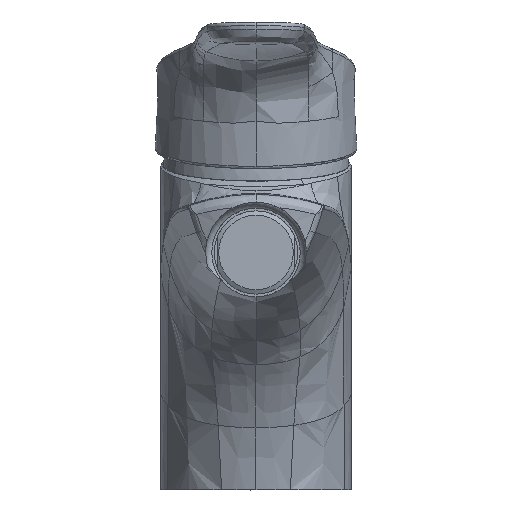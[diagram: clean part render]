
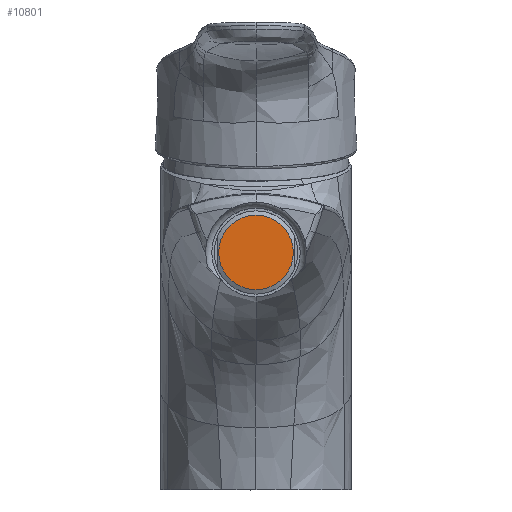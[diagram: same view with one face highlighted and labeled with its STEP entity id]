
A CAD part, top view. The second image highlights one B-rep face of the part: STEP entity #10801.
In plain terms, the highlighted planar face has unit normal (0, 0, 1).
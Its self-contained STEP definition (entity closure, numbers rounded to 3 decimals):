
#328 = CIRCLE ( 'NONE', #3715, 10.75 ) ;
#1358 = CARTESIAN_POINT ( 'NONE',  ( -10.75, 68.2, 113.5 ) ) ;
#2022 = PLANE ( 'NONE',  #12154 ) ;
#2334 = FACE_OUTER_BOUND ( 'NONE', #3053, .T. ) ;
#3053 = EDGE_LOOP ( 'NONE', ( #3560, #8347 ) ) ;
#3299 = DIRECTION ( 'NONE',  ( 1., 0., 0. ) ) ;
#3560 = ORIENTED_EDGE ( 'NONE', *, *, #3567, .T. ) ;
#3567 = EDGE_CURVE ( 'NONE', #14811, #12338, #8718, .T. ) ;
#3715 = AXIS2_PLACEMENT_3D ( 'NONE', #6633, #15554, #7910 ) ;
#5944 = AXIS2_PLACEMENT_3D ( 'NONE', #6723, #15644, #8003 ) ;
#6633 = CARTESIAN_POINT ( 'NONE',  ( 0., 68.2, 113.5 ) ) ;
#6723 = CARTESIAN_POINT ( 'NONE',  ( 0., 68.2, 113.5 ) ) ;
#7910 = DIRECTION ( 'NONE',  ( -1., 0., 0. ) ) ;
#8003 = DIRECTION ( 'NONE',  ( -1., 0., 0. ) ) ;
#8347 = ORIENTED_EDGE ( 'NONE', *, *, #15997, .T. ) ;
#8718 = CIRCLE ( 'NONE', #5944, 10.75 ) ;
#10801 = ADVANCED_FACE ( 'NONE', ( #2334 ), #2022, .T. ) ;
#10923 = DIRECTION ( 'NONE',  ( 0., 0., 1. ) ) ;
#12154 = AXIS2_PLACEMENT_3D ( 'NONE', #15992, #10923, #3299 ) ;
#12338 = VERTEX_POINT ( 'NONE', #14522 ) ;
#14522 = CARTESIAN_POINT ( 'NONE',  ( 10.75, 68.2, 113.5 ) ) ;
#14811 = VERTEX_POINT ( 'NONE', #1358 ) ;
#15554 = DIRECTION ( 'NONE',  ( 0., 0., 1. ) ) ;
#15644 = DIRECTION ( 'NONE',  ( 0., 0., 1. ) ) ;
#15992 = CARTESIAN_POINT ( 'NONE',  ( 0., 57.45, 113.5 ) ) ;
#15997 = EDGE_CURVE ( 'NONE', #12338, #14811, #328, .T. ) ;
